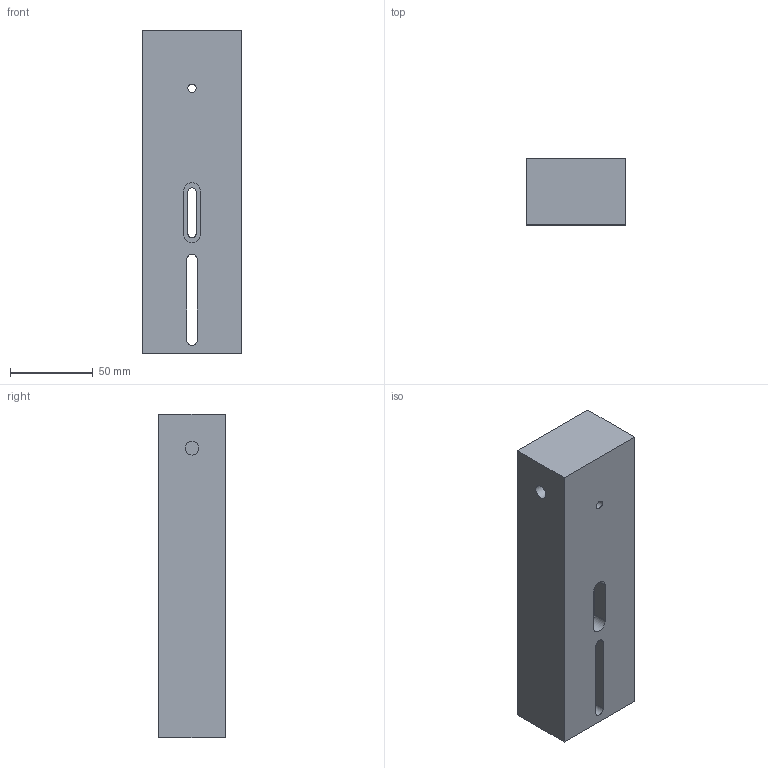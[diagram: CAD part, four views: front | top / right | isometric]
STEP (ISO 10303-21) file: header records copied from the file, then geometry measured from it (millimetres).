
FILE_DESCRIPTION(/* description */ (''),/* implementation_level */ '2;1');
FILE_NAME(/* name */ 'Seitenhalterung für mitte rechts v2.step',/* time_stamp */ '2020-04-11T11:22:08+02:00',/* author */ (''),/* organization */ (''),/* preprocessor_version */ 'ST-DEVELOPER v18',/* originating_system */ 'Autodesk Translation Framework v8.12.0.6',/* authorisation */ '');
FILE_SCHEMA (('AUTOMOTIVE_DESIGN { 1 0 10303 214 3 1 1 }'));
Length unit declared in the file: millimetre
Products named in the file (1): Seitenhalterung für mitte rechts
Bounding box: 60 x 40 x 195 mm (x, y, z)
Volume: 443668.7 mm3; surface area: 52208.8 mm2
Topology: 1 solids, 1 shells, 22 faces, 54 edges, 36 vertices
Faces by surface type: plane 14, cylinder 8
Full cylindrical faces by diameter (mm): 5 x1, 8.3 x1
Entity records: 699 total; most frequent: DIRECTION 116, CARTESIAN_POINT 113, ORIENTED_EDGE 108, EDGE_CURVE 54, AXIS2_PLACEMENT_3D 39, LINE 38, VECTOR 38, VERTEX_POINT 36
